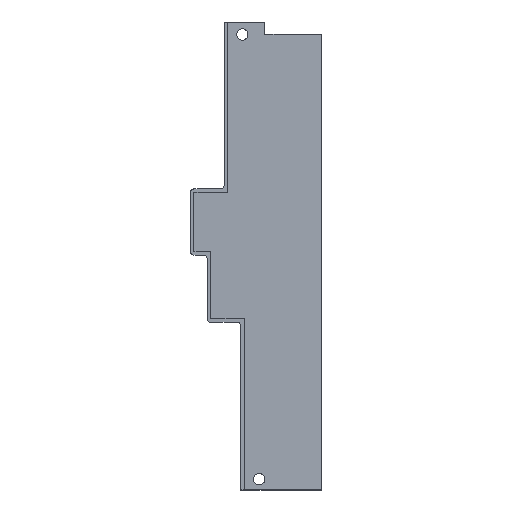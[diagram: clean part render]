
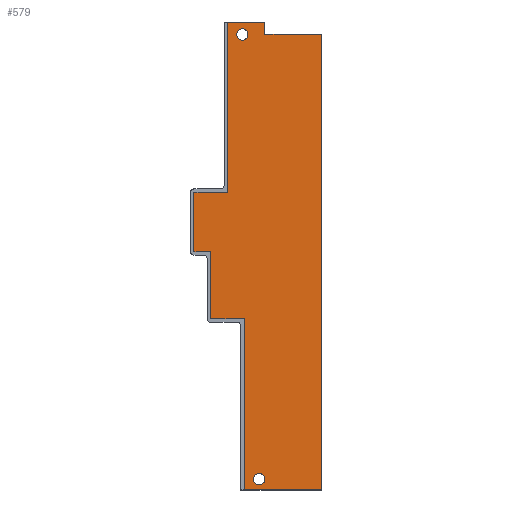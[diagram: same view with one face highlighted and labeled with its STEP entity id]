
A CAD part, top view. The second image highlights one B-rep face of the part: STEP entity #579.
In plain terms, the highlighted planar face has unit normal (0, 0, 1).
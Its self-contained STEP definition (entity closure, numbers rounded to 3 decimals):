
#17=FACE_BOUND('',#80,.T.);
#18=FACE_BOUND('',#81,.T.);
#23=PLANE('',#633);
#47=FACE_OUTER_BOUND('',#79,.T.);
#79=EDGE_LOOP('',(#437,#438,#439,#440,#441,#442,#443,#444,#445,#446,#447,
#448));
#80=EDGE_LOOP('',(#449));
#81=EDGE_LOOP('',(#450));
#107=LINE('',#841,#175);
#111=LINE('',#849,#179);
#114=LINE('',#855,#182);
#126=LINE('',#892,#194);
#127=LINE('',#893,#195);
#128=LINE('',#895,#196);
#129=LINE('',#897,#197);
#130=LINE('',#899,#198);
#131=LINE('',#901,#199);
#132=LINE('',#903,#200);
#133=LINE('',#905,#201);
#134=LINE('',#906,#202);
#175=VECTOR('',#681,10.);
#179=VECTOR('',#687,10.);
#182=VECTOR('',#692,10.);
#194=VECTOR('',#720,10.);
#195=VECTOR('',#721,10.);
#196=VECTOR('',#722,10.);
#197=VECTOR('',#723,10.);
#198=VECTOR('',#724,10.);
#199=VECTOR('',#725,10.);
#200=VECTOR('',#726,10.);
#201=VECTOR('',#727,10.);
#202=VECTOR('',#728,10.);
#241=CIRCLE('',#618,1.6);
#243=CIRCLE('',#621,1.6);
#257=VERTEX_POINT('',#827);
#259=VERTEX_POINT('',#833);
#261=VERTEX_POINT('',#839);
#262=VERTEX_POINT('',#840);
#265=VERTEX_POINT('',#848);
#267=VERTEX_POINT('',#854);
#283=VERTEX_POINT('',#890);
#284=VERTEX_POINT('',#891);
#285=VERTEX_POINT('',#894);
#286=VERTEX_POINT('',#896);
#287=VERTEX_POINT('',#898);
#288=VERTEX_POINT('',#900);
#289=VERTEX_POINT('',#902);
#290=VERTEX_POINT('',#904);
#313=EDGE_CURVE('',#257,#257,#241,.T.);
#316=EDGE_CURVE('',#259,#259,#243,.T.);
#319=EDGE_CURVE('',#261,#262,#107,.T.);
#323=EDGE_CURVE('',#265,#261,#111,.T.);
#326=EDGE_CURVE('',#267,#265,#114,.T.);
#344=EDGE_CURVE('',#283,#284,#126,.T.);
#345=EDGE_CURVE('',#262,#283,#127,.T.);
#346=EDGE_CURVE('',#285,#267,#128,.T.);
#347=EDGE_CURVE('',#286,#285,#129,.T.);
#348=EDGE_CURVE('',#287,#286,#130,.T.);
#349=EDGE_CURVE('',#288,#287,#131,.T.);
#350=EDGE_CURVE('',#289,#288,#132,.T.);
#351=EDGE_CURVE('',#290,#289,#133,.T.);
#352=EDGE_CURVE('',#284,#290,#134,.T.);
#437=ORIENTED_EDGE('',*,*,#344,.F.);
#438=ORIENTED_EDGE('',*,*,#345,.F.);
#439=ORIENTED_EDGE('',*,*,#319,.F.);
#440=ORIENTED_EDGE('',*,*,#323,.F.);
#441=ORIENTED_EDGE('',*,*,#326,.F.);
#442=ORIENTED_EDGE('',*,*,#346,.F.);
#443=ORIENTED_EDGE('',*,*,#347,.F.);
#444=ORIENTED_EDGE('',*,*,#348,.F.);
#445=ORIENTED_EDGE('',*,*,#349,.F.);
#446=ORIENTED_EDGE('',*,*,#350,.F.);
#447=ORIENTED_EDGE('',*,*,#351,.F.);
#448=ORIENTED_EDGE('',*,*,#352,.F.);
#449=ORIENTED_EDGE('',*,*,#313,.T.);
#450=ORIENTED_EDGE('',*,*,#316,.T.);
#579=ADVANCED_FACE('',(#47,#17,#18),#23,.F.);
#618=AXIS2_PLACEMENT_3D('',#828,#667,#668);
#621=AXIS2_PLACEMENT_3D('',#834,#674,#675);
#633=AXIS2_PLACEMENT_3D('',#889,#718,#719);
#667=DIRECTION('center_axis',(0.,0.,-1.));
#668=DIRECTION('ref_axis',(1.,0.,0.));
#674=DIRECTION('center_axis',(0.,0.,-1.));
#675=DIRECTION('ref_axis',(1.,0.,0.));
#681=DIRECTION('',(0.,-1.,0.));
#687=DIRECTION('',(1.,0.,0.));
#692=DIRECTION('',(0.,-1.,0.));
#718=DIRECTION('center_axis',(0.,0.,-1.));
#719=DIRECTION('ref_axis',(1.,0.,0.));
#720=DIRECTION('',(0.,1.,0.));
#721=DIRECTION('',(-1.,0.,0.));
#722=DIRECTION('',(1.,0.,0.));
#723=DIRECTION('',(0.,1.,0.));
#724=DIRECTION('',(1.,0.,0.));
#725=DIRECTION('',(0.,1.,0.));
#726=DIRECTION('',(-1.,0.,0.));
#727=DIRECTION('',(0.,1.,0.));
#728=DIRECTION('',(-1.,0.,0.));
#827=CARTESIAN_POINT('',(199.013,-101.488,-9.));
#828=CARTESIAN_POINT('Origin',(200.613,-101.488,-9.));
#833=CARTESIAN_POINT('',(194.25,24.595,-9.));
#834=CARTESIAN_POINT('Origin',(195.85,24.595,-9.));
#839=CARTESIAN_POINT('',(218.313,24.635,-9.));
#840=CARTESIAN_POINT('',(218.313,-104.525,-9.));
#841=CARTESIAN_POINT('',(218.313,24.635,-9.));
#848=CARTESIAN_POINT('',(202.24,24.635,-9.));
#849=CARTESIAN_POINT('',(202.24,24.635,-9.));
#854=CARTESIAN_POINT('',(202.24,28.135,-9.));
#855=CARTESIAN_POINT('',(202.24,28.135,-9.));
#889=CARTESIAN_POINT('Origin',(200.219,-38.195,-9.));
#890=CARTESIAN_POINT('',(196.413,-104.525,-9.));
#891=CARTESIAN_POINT('',(196.413,-56.,-9.));
#892=CARTESIAN_POINT('',(196.413,-47.098,-9.));
#893=CARTESIAN_POINT('',(218.313,-104.525,-9.));
#894=CARTESIAN_POINT('',(191.65,28.135,-9.));
#895=CARTESIAN_POINT('',(190.65,28.135,-9.));
#896=CARTESIAN_POINT('',(191.65,-20.2,-9.));
#897=CARTESIAN_POINT('',(191.65,-5.03,-9.));
#898=CARTESIAN_POINT('',(182.125,-20.2,-9.));
#899=CARTESIAN_POINT('',(190.209,-20.2,-9.));
#900=CARTESIAN_POINT('',(182.125,-36.95,-9.));
#901=CARTESIAN_POINT('',(182.125,-29.198,-9.));
#902=CARTESIAN_POINT('',(186.888,-36.95,-9.));
#903=CARTESIAN_POINT('',(185.447,-36.95,-9.));
#904=CARTESIAN_POINT('',(186.888,-56.,-9.));
#905=CARTESIAN_POINT('',(186.888,-37.573,-9.));
#906=CARTESIAN_POINT('',(187.828,-56.,-9.));
